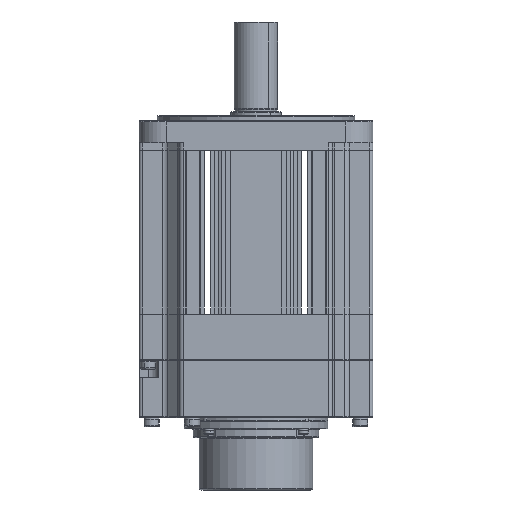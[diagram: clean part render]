
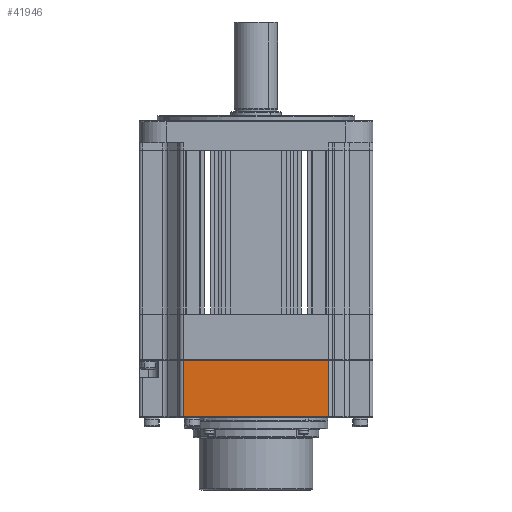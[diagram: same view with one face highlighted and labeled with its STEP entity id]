
A CAD part, front view. The second image highlights one B-rep face of the part: STEP entity #41946.
In plain terms, the highlighted planar face has unit normal (0, -1, 0).
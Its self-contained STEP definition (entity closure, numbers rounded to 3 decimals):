
#665 = EDGE_CURVE ( 'NONE', #16476, #10015, #10180, .T. ) ;
#976 = ORIENTED_EDGE ( 'NONE', *, *, #24682, .T. ) ;
#4215 = EDGE_CURVE ( 'NONE', #7290, #10015, #20520, .T. ) ;
#4611 = CARTESIAN_POINT ( 'NONE',  ( 39.742, -67.465, 38.1 ) ) ;
#6345 = CARTESIAN_POINT ( 'NONE',  ( -41.258, -67.465, 38.1 ) ) ;
#6612 = PLANE ( 'NONE',  #11209 ) ;
#7290 = VERTEX_POINT ( 'NONE', #30782 ) ;
#8056 = VECTOR ( 'NONE', #35328, 1000. ) ;
#8362 = DIRECTION ( 'NONE',  ( 1., 0., 0. ) ) ;
#9085 = CARTESIAN_POINT ( 'NONE',  ( -43.258, -67.465, 38.1 ) ) ;
#10015 = VERTEX_POINT ( 'NONE', #4611 ) ;
#10180 = LINE ( 'NONE', #26146, #19193 ) ;
#11209 = AXIS2_PLACEMENT_3D ( 'NONE', #33548, #13392, #36966 ) ;
#11769 = CARTESIAN_POINT ( 'NONE',  ( 39.742, -67.465, 6.6 ) ) ;
#12192 = LINE ( 'NONE', #6345, #36947 ) ;
#13392 = DIRECTION ( 'NONE',  ( 0., 1., 0. ) ) ;
#13978 = EDGE_LOOP ( 'NONE', ( #24545, #976, #19754, #24223 ) ) ;
#15041 = CARTESIAN_POINT ( 'NONE',  ( -41.258, -67.465, 6.6 ) ) ;
#16476 = VERTEX_POINT ( 'NONE', #26238 ) ;
#19193 = VECTOR ( 'NONE', #27821, 1000. ) ;
#19754 = ORIENTED_EDGE ( 'NONE', *, *, #665, .T. ) ;
#20520 = LINE ( 'NONE', #9085, #29501 ) ;
#20829 = EDGE_CURVE ( 'NONE', #7290, #39162, #12192, .T. ) ;
#24223 = ORIENTED_EDGE ( 'NONE', *, *, #4215, .F. ) ;
#24545 = ORIENTED_EDGE ( 'NONE', *, *, #20829, .T. ) ;
#24682 = EDGE_CURVE ( 'NONE', #39162, #16476, #41885, .T. ) ;
#26146 = CARTESIAN_POINT ( 'NONE',  ( 39.742, -67.465, 38.1 ) ) ;
#26238 = CARTESIAN_POINT ( 'NONE',  ( 39.742, -67.465, 6.6 ) ) ;
#27821 = DIRECTION ( 'NONE',  ( 0., 0., 1. ) ) ;
#29501 = VECTOR ( 'NONE', #8362, 1000. ) ;
#29926 = DIRECTION ( 'NONE',  ( 0., 0., -1. ) ) ;
#30782 = CARTESIAN_POINT ( 'NONE',  ( -41.258, -67.465, 38.1 ) ) ;
#33548 = CARTESIAN_POINT ( 'NONE',  ( -43.258, -67.465, 38.1 ) ) ;
#35328 = DIRECTION ( 'NONE',  ( 1., 0., 0. ) ) ;
#36186 = FACE_OUTER_BOUND ( 'NONE', #13978, .T. ) ;
#36947 = VECTOR ( 'NONE', #29926, 1000. ) ;
#36966 = DIRECTION ( 'NONE',  ( -1., 0., 0. ) ) ;
#39162 = VERTEX_POINT ( 'NONE', #15041 ) ;
#41885 = LINE ( 'NONE', #11769, #8056 ) ;
#41946 = ADVANCED_FACE ( 'NONE', ( #36186 ), #6612, .F. ) ;
